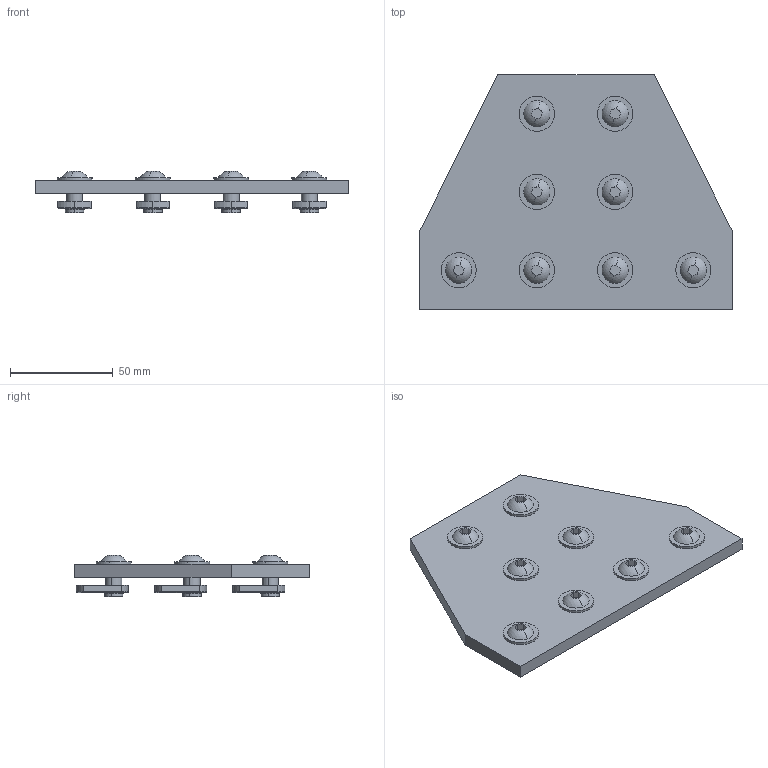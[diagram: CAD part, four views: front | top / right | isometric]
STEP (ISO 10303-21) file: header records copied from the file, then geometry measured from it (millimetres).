
FILE_DESCRIPTION (( 'STEP AP203' ), '1' );
FILE_NAME ('653187.SLDASM.step', '2003-10-13T11:29:09', ( 'Jerry Winters' ), ( 'GoEngineer' ), 'SwSTEP 2.0', 'SolidWorks 2003174', '' );
FILE_SCHEMA (( 'CONFIG_CONTROL_DESIGN' ));
Length unit declared in the file: inch
Products named in the file (5): 653187.SLDASM; Joining Plate (Tee)_653187; 651129; 651097; FBHSCS_651134
Assembly tree (11 placements, depth 3):
  653187.SLDASM
    651129  x8
      651097
      FBHSCS_651134
    Joining Plate (Tee)_653187
Bounding box: 152.4 x 114.3 x 20.27 mm (x, y, z)
Volume: 109219.8 mm3; surface area: 49417.3 mm2
Topology: 17 solids, 17 shells, 304 faces, 666 edges, 420 vertices
Faces by surface type: plane 128, cylinder 120, torus 40, sphere 16
Entity records: 2544 total; most frequent: DIRECTION 357, CARTESIAN_POINT 326, ORIENTED_EDGE 282, AXIS2_PLACEMENT_3D 146, EDGE_CURVE 141, VERTEX_POINT 91, EDGE_LOOP 80, CIRCLE 72
